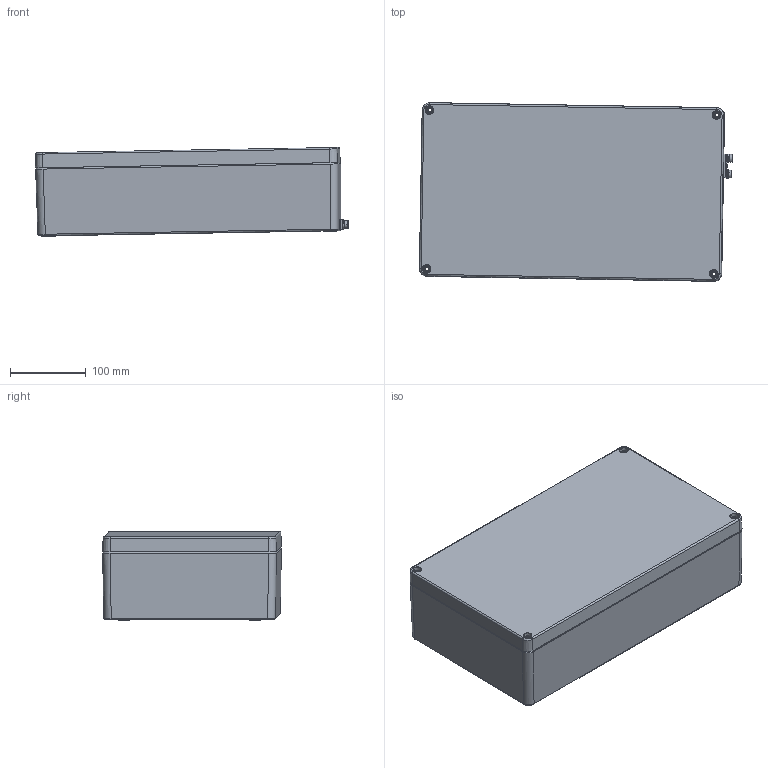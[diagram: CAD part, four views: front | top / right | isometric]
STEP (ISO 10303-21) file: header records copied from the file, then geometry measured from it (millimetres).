
FILE_DESCRIPTION(('FreeCAD Model'),'2;1');
FILE_NAME('GBAEX400230110.step', '2026-03-27T11:57:03',('Author'),(''), 'Open CASCADE STEP processor 7.3','FreeCAD','Unknown');
FILE_SCHEMA(('AUTOMOTIVE_DESIGN { 1 0 10303 214 1 1 1 1 }'));
Length unit declared in the file: millimetre
Products named in the file (4): GBAEX400230110; ALU_BASE_400230110; ALU_LID_400230110; M6_DOUBLE_EARTHING
Assembly tree (3 placements, depth 2):
  GBAEX400230110
    ALU_BASE_400230110
    ALU_LID_400230110
    M6_DOUBLE_EARTHING
Bounding box: 414.52 x 236.6 x 117.8 mm (x, y, z)
Volume: 1004174.9 mm3; surface area: 659114.1 mm2
Topology: 8 solids, 10 shells, 1529 faces, 6048 edges, 11766 vertices
Faces by surface type: bspline 441, plane 435, cylinder 302, cone 264, torus 87
Entity records: 108925 total; most frequent: CARTESIAN_POINT 57855, DIRECTION 8994, ORIENTED_EDGE 7282, EDGE_CURVE 3642, AXIS2_PLACEMENT_3D 3301, LINE 2392, VECTOR 2392, GEOMETRIC_CURVE_SET 2383
